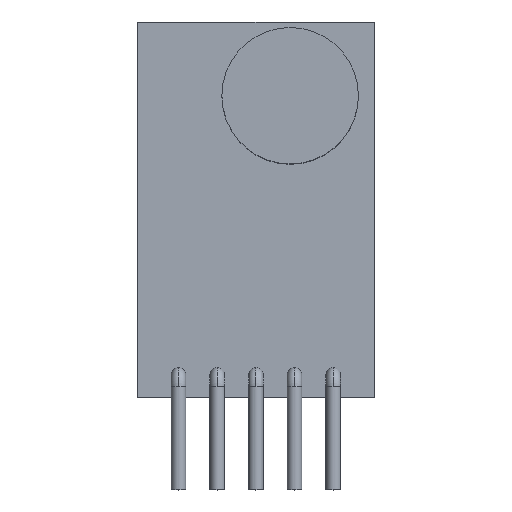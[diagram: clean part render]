
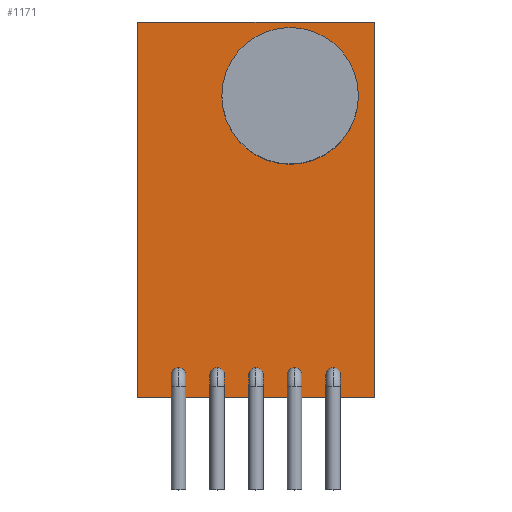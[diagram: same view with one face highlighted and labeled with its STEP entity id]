
A CAD part, top view. The second image highlights one B-rep face of the part: STEP entity #1171.
In plain terms, the highlighted planar face has unit normal (0, 0, 1).
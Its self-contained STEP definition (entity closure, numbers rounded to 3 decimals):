
#298 = VERTEX_POINT('',#299);
#299 = CARTESIAN_POINT('',(1.5,1.63,3.39));
#305 = EDGE_CURVE('',#298,#306,#308,.T.);
#306 = VERTEX_POINT('',#307);
#307 = CARTESIAN_POINT('',(1.5,7.63,3.39));
#308 = CIRCLE('',#309,3.);
#309 = AXIS2_PLACEMENT_3D('',#310,#311,#312);
#310 = CARTESIAN_POINT('',(1.5,4.63,3.39));
#311 = DIRECTION('',(0.,0.,1.));
#312 = DIRECTION('',(0.,-1.,0.));
#369 = EDGE_CURVE('',#370,#372,#374,.T.);
#370 = VERTEX_POINT('',#371);
#371 = CARTESIAN_POINT('',(3.395,-7.945,3.39));
#372 = VERTEX_POINT('',#373);
#373 = CARTESIAN_POINT('',(3.395,-7.305,3.39));
#374 = CIRCLE('',#375,0.32);
#375 = AXIS2_PLACEMENT_3D('',#376,#377,#378);
#376 = CARTESIAN_POINT('',(3.395,-7.625,3.39));
#377 = DIRECTION('',(0.,0.,1.));
#378 = DIRECTION('',(0.,-1.,0.));
#484 = EDGE_CURVE('',#485,#487,#489,.T.);
#485 = VERTEX_POINT('',#486);
#486 = CARTESIAN_POINT('',(1.695,-7.945,3.39));
#487 = VERTEX_POINT('',#488);
#488 = CARTESIAN_POINT('',(1.695,-7.305,3.39));
#489 = CIRCLE('',#490,0.32);
#490 = AXIS2_PLACEMENT_3D('',#491,#492,#493);
#491 = CARTESIAN_POINT('',(1.695,-7.625,3.39));
#492 = DIRECTION('',(0.,0.,1.));
#493 = DIRECTION('',(0.,-1.,0.));
#599 = EDGE_CURVE('',#600,#602,#604,.T.);
#600 = VERTEX_POINT('',#601);
#601 = CARTESIAN_POINT('',(-0.005,-7.945,3.39));
#602 = VERTEX_POINT('',#603);
#603 = CARTESIAN_POINT('',(-0.005,-7.305,3.39));
#604 = CIRCLE('',#605,0.32);
#605 = AXIS2_PLACEMENT_3D('',#606,#607,#608);
#606 = CARTESIAN_POINT('',(-0.005,-7.625,3.39));
#607 = DIRECTION('',(0.,0.,1.));
#608 = DIRECTION('',(0.,-1.,0.));
#714 = EDGE_CURVE('',#715,#717,#719,.T.);
#715 = VERTEX_POINT('',#716);
#716 = CARTESIAN_POINT('',(-1.705,-7.945,3.39));
#717 = VERTEX_POINT('',#718);
#718 = CARTESIAN_POINT('',(-1.705,-7.305,3.39));
#719 = CIRCLE('',#720,0.32);
#720 = AXIS2_PLACEMENT_3D('',#721,#722,#723);
#721 = CARTESIAN_POINT('',(-1.705,-7.625,3.39));
#722 = DIRECTION('',(0.,0.,1.));
#723 = DIRECTION('',(0.,-1.,0.));
#829 = EDGE_CURVE('',#830,#832,#834,.T.);
#830 = VERTEX_POINT('',#831);
#831 = CARTESIAN_POINT('',(-3.405,-7.945,3.39));
#832 = VERTEX_POINT('',#833);
#833 = CARTESIAN_POINT('',(-3.405,-7.305,3.39));
#834 = CIRCLE('',#835,0.32);
#835 = AXIS2_PLACEMENT_3D('',#836,#837,#838);
#836 = CARTESIAN_POINT('',(-3.405,-7.625,3.39));
#837 = DIRECTION('',(0.,0.,1.));
#838 = DIRECTION('',(0.,-1.,0.));
#1058 = VERTEX_POINT('',#1059);
#1059 = CARTESIAN_POINT('',(5.205,7.885,3.39));
#1065 = EDGE_CURVE('',#1066,#1058,#1068,.T.);
#1066 = VERTEX_POINT('',#1067);
#1067 = CARTESIAN_POINT('',(5.205,-8.625,3.39));
#1068 = LINE('',#1069,#1070);
#1069 = CARTESIAN_POINT('',(5.205,7.885,3.39));
#1070 = VECTOR('',#1071,1.);
#1071 = DIRECTION('',(0.,1.,0.));
#1089 = VERTEX_POINT('',#1090);
#1090 = CARTESIAN_POINT('',(-5.205,7.885,3.39));
#1096 = EDGE_CURVE('',#1058,#1089,#1097,.T.);
#1097 = LINE('',#1098,#1099);
#1098 = CARTESIAN_POINT('',(-5.205,7.885,3.39));
#1099 = VECTOR('',#1100,1.);
#1100 = DIRECTION('',(-1.,0.,0.));
#1136 = VERTEX_POINT('',#1137);
#1137 = CARTESIAN_POINT('',(-5.205,-8.625,3.39));
#1143 = EDGE_CURVE('',#1089,#1136,#1144,.T.);
#1144 = LINE('',#1145,#1146);
#1145 = CARTESIAN_POINT('',(-5.205,7.885,3.39));
#1146 = VECTOR('',#1147,1.);
#1147 = DIRECTION('',(0.,-1.,0.));
#1160 = EDGE_CURVE('',#1136,#1066,#1161,.T.);
#1161 = LINE('',#1162,#1163);
#1162 = CARTESIAN_POINT('',(-5.205,-8.625,3.39));
#1163 = VECTOR('',#1164,1.);
#1164 = DIRECTION('',(1.,0.,0.));
#1171 = ADVANCED_FACE('',(#1172,#1182,#1192,#1202,#1212,#1222,#1232),
  #1238,.T.);
#1172 = FACE_BOUND('',#1173,.T.);
#1173 = EDGE_LOOP('',(#1174,#1181));
#1174 = ORIENTED_EDGE('',*,*,#1175,.F.);
#1175 = EDGE_CURVE('',#306,#298,#1176,.T.);
#1176 = CIRCLE('',#1177,3.);
#1177 = AXIS2_PLACEMENT_3D('',#1178,#1179,#1180);
#1178 = CARTESIAN_POINT('',(1.5,4.63,3.39));
#1179 = DIRECTION('',(0.,0.,1.));
#1180 = DIRECTION('',(0.,-1.,0.));
#1181 = ORIENTED_EDGE('',*,*,#305,.F.);
#1182 = FACE_BOUND('',#1183,.T.);
#1183 = EDGE_LOOP('',(#1184,#1185));
#1184 = ORIENTED_EDGE('',*,*,#369,.F.);
#1185 = ORIENTED_EDGE('',*,*,#1186,.F.);
#1186 = EDGE_CURVE('',#372,#370,#1187,.T.);
#1187 = CIRCLE('',#1188,0.32);
#1188 = AXIS2_PLACEMENT_3D('',#1189,#1190,#1191);
#1189 = CARTESIAN_POINT('',(3.395,-7.625,3.39));
#1190 = DIRECTION('',(0.,0.,1.));
#1191 = DIRECTION('',(0.,-1.,0.));
#1192 = FACE_BOUND('',#1193,.T.);
#1193 = EDGE_LOOP('',(#1194,#1195));
#1194 = ORIENTED_EDGE('',*,*,#484,.F.);
#1195 = ORIENTED_EDGE('',*,*,#1196,.F.);
#1196 = EDGE_CURVE('',#487,#485,#1197,.T.);
#1197 = CIRCLE('',#1198,0.32);
#1198 = AXIS2_PLACEMENT_3D('',#1199,#1200,#1201);
#1199 = CARTESIAN_POINT('',(1.695,-7.625,3.39));
#1200 = DIRECTION('',(0.,0.,1.));
#1201 = DIRECTION('',(0.,-1.,0.));
#1202 = FACE_BOUND('',#1203,.T.);
#1203 = EDGE_LOOP('',(#1204,#1205));
#1204 = ORIENTED_EDGE('',*,*,#599,.F.);
#1205 = ORIENTED_EDGE('',*,*,#1206,.F.);
#1206 = EDGE_CURVE('',#602,#600,#1207,.T.);
#1207 = CIRCLE('',#1208,0.32);
#1208 = AXIS2_PLACEMENT_3D('',#1209,#1210,#1211);
#1209 = CARTESIAN_POINT('',(-0.005,-7.625,3.39));
#1210 = DIRECTION('',(0.,0.,1.));
#1211 = DIRECTION('',(0.,-1.,0.));
#1212 = FACE_BOUND('',#1213,.T.);
#1213 = EDGE_LOOP('',(#1214,#1215));
#1214 = ORIENTED_EDGE('',*,*,#714,.F.);
#1215 = ORIENTED_EDGE('',*,*,#1216,.F.);
#1216 = EDGE_CURVE('',#717,#715,#1217,.T.);
#1217 = CIRCLE('',#1218,0.32);
#1218 = AXIS2_PLACEMENT_3D('',#1219,#1220,#1221);
#1219 = CARTESIAN_POINT('',(-1.705,-7.625,3.39));
#1220 = DIRECTION('',(0.,0.,1.));
#1221 = DIRECTION('',(0.,-1.,0.));
#1222 = FACE_BOUND('',#1223,.T.);
#1223 = EDGE_LOOP('',(#1224,#1225));
#1224 = ORIENTED_EDGE('',*,*,#829,.F.);
#1225 = ORIENTED_EDGE('',*,*,#1226,.F.);
#1226 = EDGE_CURVE('',#832,#830,#1227,.T.);
#1227 = CIRCLE('',#1228,0.32);
#1228 = AXIS2_PLACEMENT_3D('',#1229,#1230,#1231);
#1229 = CARTESIAN_POINT('',(-3.405,-7.625,3.39));
#1230 = DIRECTION('',(0.,0.,1.));
#1231 = DIRECTION('',(0.,-1.,0.));
#1232 = FACE_BOUND('',#1233,.T.);
#1233 = EDGE_LOOP('',(#1234,#1235,#1236,#1237));
#1234 = ORIENTED_EDGE('',*,*,#1065,.T.);
#1235 = ORIENTED_EDGE('',*,*,#1096,.T.);
#1236 = ORIENTED_EDGE('',*,*,#1143,.T.);
#1237 = ORIENTED_EDGE('',*,*,#1160,.T.);
#1238 = PLANE('',#1239);
#1239 = AXIS2_PLACEMENT_3D('',#1240,#1241,#1242);
#1240 = CARTESIAN_POINT('',(0.,-0.37,3.39));
#1241 = DIRECTION('',(0.,0.,1.));
#1242 = DIRECTION('',(0.,-1.,0.));
